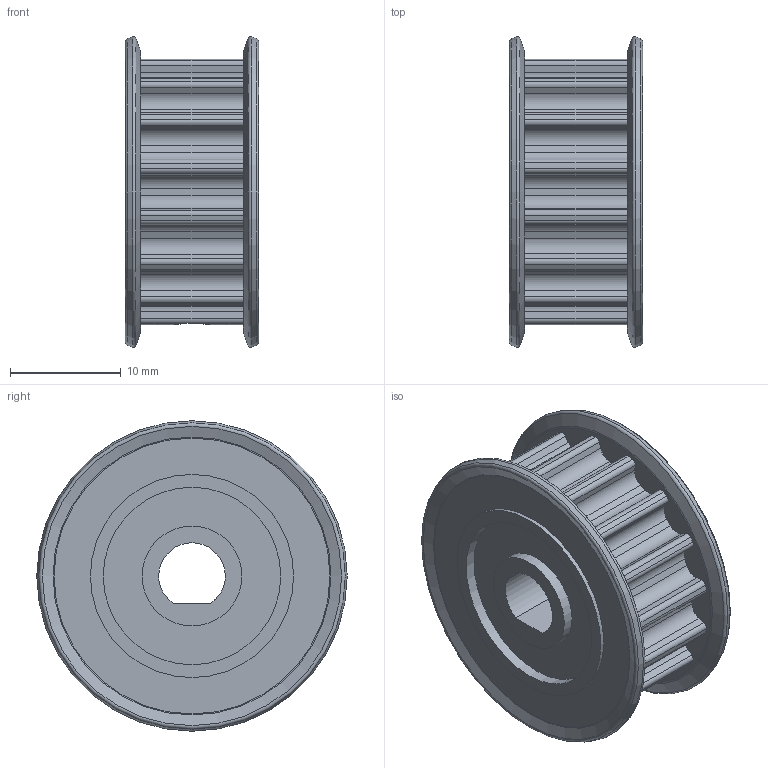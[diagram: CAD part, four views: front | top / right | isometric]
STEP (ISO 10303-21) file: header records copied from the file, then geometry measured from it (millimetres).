
FILE_DESCRIPTION(/* description */ ('STEP AP203'),/* implementation_level */ '2;1');
FILE_NAME(/* name */ '3417-1006-0016 assembly.stp',/* time_stamp */ '2021-07-14T13:12:23-07:00',/* author */ ('gfellows'),/* organization */ (''),/* preprocessor_version */ 'ST-DEVELOPER v18.1',/* originating_system */ 'Autodesk Inventor 2022',/* authorisation */ '');
FILE_SCHEMA (('AUTOMOTIVE_DESIGN { 1 0 10303 214 3 1 1 }'));
Length unit declared in the file: millimetre
Products named in the file (4): 3417-1006-0016 assembly; 3417-1006-0016 body; 3417-1006-0016 ring; 2806-0005-0006_91390A118
Assembly tree (4 placements, depth 2):
  3417-1006-0016 assembly
    3417-1006-0016 body
    3417-1006-0016 ring  x2
    2806-0005-0006_91390A118
Bounding box: 12.01 x 27.98 x 27.98 mm (x, y, z)
Volume: 4227.2 mm3; surface area: 4220.5 mm2
Topology: 4 solids, 4 shells, 255 faces, 708 edges, 464 vertices
Faces by surface type: cylinder 136, plane 79, cone 20, bspline 12, torus 8
Full cylindrical faces by diameter (mm): 3.961 x6, 4.2 x9, 5 x14, 9 x2, 16 x2, 18.32 x4
Entity records: 18985 total; most frequent: CARTESIAN_POINT 12687, ORIENTED_EDGE 1368, DIRECTION 1243, EDGE_CURVE 684, AXIS2_PLACEMENT_3D 467, VERTEX_POINT 450, LINE 309, VECTOR 309
